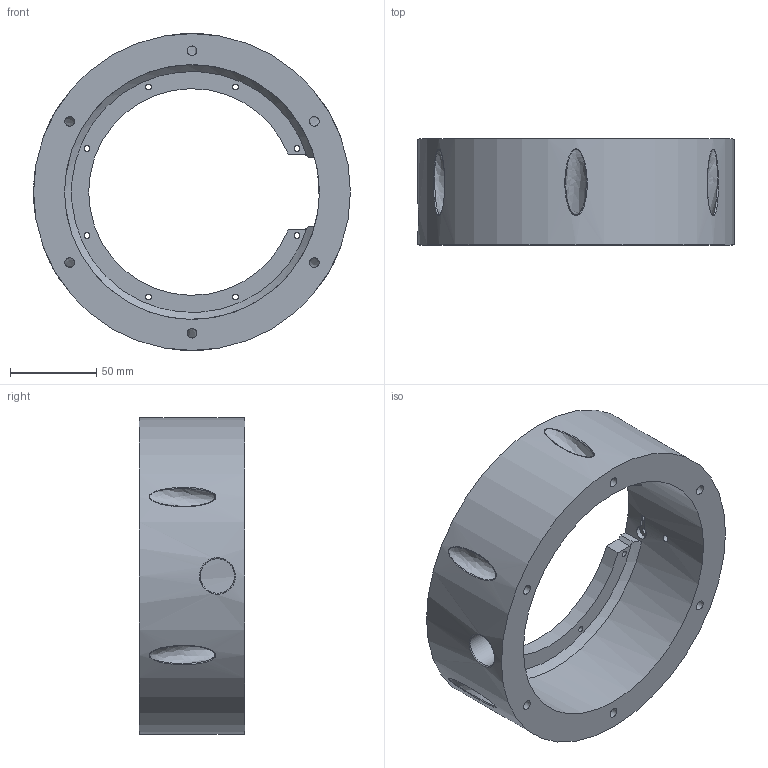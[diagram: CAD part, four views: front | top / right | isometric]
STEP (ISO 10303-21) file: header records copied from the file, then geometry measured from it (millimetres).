
FILE_DESCRIPTION(/* description */ (''),/* implementation_level */ '2;1');
FILE_NAME(/* name */ 'BaseSupport.step',/* time_stamp */ '2024-08-21T21:12:11+02:00',/* author */ (''),/* organization */ (''),/* preprocessor_version */ 'ST-DEVELOPER v20',/* originating_system */ 'Autodesk Translation Framework v13.14.0.145',/* authorisation */ '');
FILE_SCHEMA (('AUTOMOTIVE_DESIGN { 1 0 10303 214 3 1 1 }'));
Length unit declared in the file: millimetre
Products named in the file (1): Base
Bounding box: 184 x 61.5 x 184 mm (x, y, z)
Volume: 600163.2 mm3; surface area: 100295.9 mm2
Topology: 1 solids, 1 shells, 82 faces, 224 edges, 145 vertices
Faces by surface type: plane 31, cylinder 26, bspline 20, torus 4, cone 1
Full cylindrical faces by diameter (mm): 3 x5, 3.4 x8, 5.6 x6, 20 x1, 148 x1, 184 x1
Entity records: 5028 total; most frequent: CARTESIAN_POINT 2956, ORIENTED_EDGE 440, DIRECTION 372, EDGE_CURVE 220, VERTEX_POINT 145, AXIS2_PLACEMENT_3D 143, EDGE_LOOP 127, LINE 86
